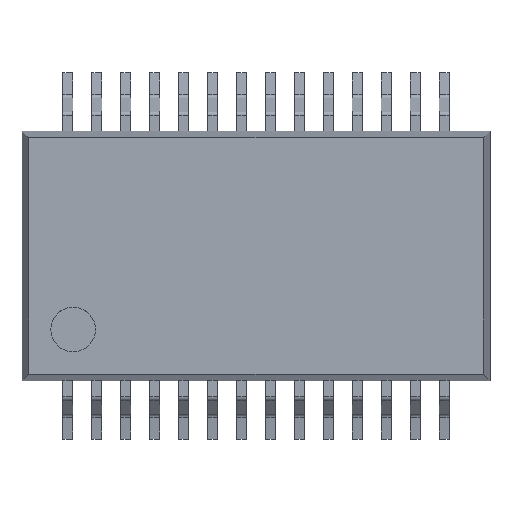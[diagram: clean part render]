
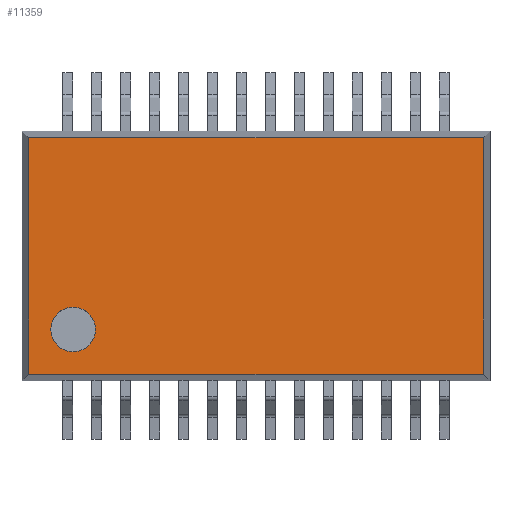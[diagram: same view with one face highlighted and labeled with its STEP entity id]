
A CAD part, top view. The second image highlights one B-rep face of the part: STEP entity #11359.
In plain terms, the highlighted planar face has unit normal (0, 0, 1).
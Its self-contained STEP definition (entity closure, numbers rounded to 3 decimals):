
#3357 = CARTESIAN_POINT ( 'NONE',  ( -0.768, 0.147, 0.925 ) ) ;
#3497 = CARTESIAN_POINT ( 'NONE',  ( -0.768, 5.453, 0.925 ) ) ;
#3498 = DIRECTION ( 'NONE',  ( 0., -1., 0. ) ) ;
#3499 = VECTOR ( 'NONE', #3498, 1000. ) ;
#3500 = CARTESIAN_POINT ( 'NONE',  ( -0.768, 5.6, 0.925 ) ) ;
#3501 = LINE ( 'NONE', #3500, #3499 ) ;
#3508 = DIRECTION ( 'NONE',  ( 1., 0., 0. ) ) ;
#3509 = DIRECTION ( 'NONE',  ( 0., 0., 1. ) ) ;
#3510 = CARTESIAN_POINT ( 'NONE',  ( 0.232, 1.147, 0.925 ) ) ;
#3511 = AXIS2_PLACEMENT_3D ( 'NONE', #3510, #3509, #3508 ) ;
#3512 = DIRECTION ( 'NONE',  ( 1., 0., 0. ) ) ;
#3513 = DIRECTION ( 'NONE',  ( 0., 0., 1. ) ) ;
#3514 = CARTESIAN_POINT ( 'NONE',  ( -0.915, 5.6, 0.925 ) ) ;
#3515 = AXIS2_PLACEMENT_3D ( 'NONE', #3514, #3513, #3512 ) ;
#3516 = CIRCLE ( 'NONE', #3511, 0.5 ) ;
#3517 = PLANE ( 'NONE',  #3515 ) ;
#3533 = FACE_OUTER_BOUND ( 'NONE', #11364, .T. ) ;
#3534 = FACE_BOUND ( 'NONE', #11360, .T. ) ;
#3554 = CARTESIAN_POINT ( 'NONE',  ( 0.732, 1.147, 0.925 ) ) ;
#3555 = DIRECTION ( 'NONE',  ( 1., 0., 0. ) ) ;
#3556 = DIRECTION ( 'NONE',  ( 0., 0., 1. ) ) ;
#3557 = CARTESIAN_POINT ( 'NONE',  ( 0.232, 1.147, 0.925 ) ) ;
#3558 = AXIS2_PLACEMENT_3D ( 'NONE', #3557, #3556, #3555 ) ;
#3559 = CIRCLE ( 'NONE', #3558, 0.5 ) ;
#3560 = CARTESIAN_POINT ( 'NONE',  ( -0.268, 1.147, 0.925 ) ) ;
#3567 = DIRECTION ( 'NONE',  ( 1., 0., 0. ) ) ;
#3568 = VECTOR ( 'NONE', #3567, 1000. ) ;
#3569 = CARTESIAN_POINT ( 'NONE',  ( -0.915, 0.147, 0.925 ) ) ;
#3570 = LINE ( 'NONE', #3569, #3568 ) ;
#3572 = CARTESIAN_POINT ( 'NONE',  ( 9.438, 5.453, 0.925 ) ) ;
#3573 = CARTESIAN_POINT ( 'NONE',  ( 9.438, 0.147, 0.925 ) ) ;
#3842 = CARTESIAN_POINT ( 'NONE',  ( 9.438, 5.6, 0.925 ) ) ;
#3843 = LINE ( 'NONE', #3842, #3889 ) ;
#3888 = DIRECTION ( 'NONE',  ( 0., 1., 0. ) ) ;
#3889 = VECTOR ( 'NONE', #3888, 1000. ) ;
#3951 = DIRECTION ( 'NONE',  ( -1., 0., 0. ) ) ;
#4063 = VECTOR ( 'NONE', #3951, 1000. ) ;
#4064 = CARTESIAN_POINT ( 'NONE',  ( -0.915, 5.453, 0.925 ) ) ;
#4066 = LINE ( 'NONE', #4064, #4063 ) ;
#11348 = VERTEX_POINT ( 'NONE', #3357 ) ;
#11359 = ADVANCED_FACE ( 'NONE', ( #3534, #3533 ), #3517, .T. ) ;
#11360 = EDGE_LOOP ( 'NONE', ( #11361, #11363 ) ) ;
#11361 = ORIENTED_EDGE ( 'NONE', *, *, #11362, .F. ) ;
#11362 = EDGE_CURVE ( 'NONE', #11405, #11402, #3516, .T. ) ;
#11363 = ORIENTED_EDGE ( 'NONE', *, *, #11404, .F. ) ;
#11364 = EDGE_LOOP ( 'NONE', ( #11365, #11366, #11367, #11368 ) ) ;
#11365 = ORIENTED_EDGE ( 'NONE', *, *, #11371, .T. ) ;
#11366 = ORIENTED_EDGE ( 'NONE', *, *, #11388, .T. ) ;
#11367 = ORIENTED_EDGE ( 'NONE', *, *, #11537, .T. ) ;
#11368 = ORIENTED_EDGE ( 'NONE', *, *, #11545, .T. ) ;
#11371 = EDGE_CURVE ( 'NONE', #11372, #11348, #3501, .T. ) ;
#11372 = VERTEX_POINT ( 'NONE', #3497 ) ;
#11382 = VERTEX_POINT ( 'NONE', #3573 ) ;
#11383 = VERTEX_POINT ( 'NONE', #3572 ) ;
#11388 = EDGE_CURVE ( 'NONE', #11348, #11382, #3570, .T. ) ;
#11402 = VERTEX_POINT ( 'NONE', #3560 ) ;
#11404 = EDGE_CURVE ( 'NONE', #11402, #11405, #3559, .T. ) ;
#11405 = VERTEX_POINT ( 'NONE', #3554 ) ;
#11537 = EDGE_CURVE ( 'NONE', #11382, #11383, #3843, .T. ) ;
#11545 = EDGE_CURVE ( 'NONE', #11383, #11372, #4066, .T. ) ;
